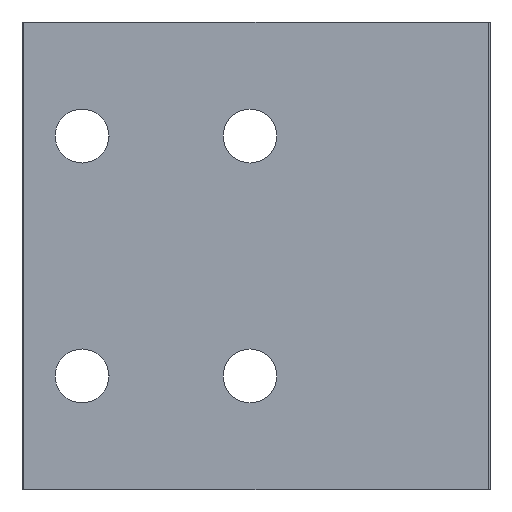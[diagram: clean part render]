
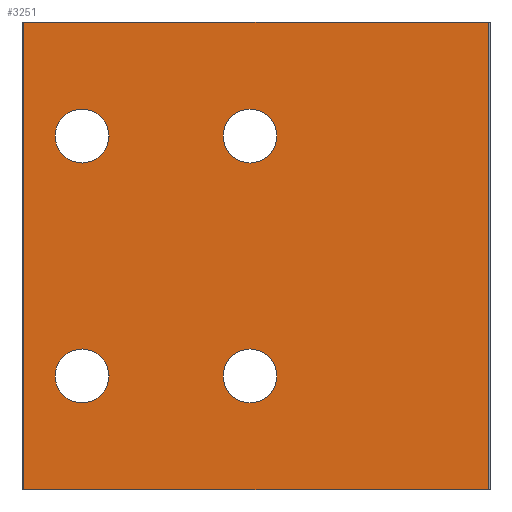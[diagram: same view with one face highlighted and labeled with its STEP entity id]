
A CAD part, front view. The second image highlights one B-rep face of the part: STEP entity #3251.
In plain terms, the highlighted planar face has unit normal (0, -1, 0).
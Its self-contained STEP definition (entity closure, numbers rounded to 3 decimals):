
#57 = EDGE_CURVE ( 'NONE', #2142, #3600, #3077, .T. ) ;
#116 = ORIENTED_EDGE ( 'NONE', *, *, #8626, .T. ) ;
#237 = CARTESIAN_POINT ( 'NONE',  ( 10403.692, 2863.331, -29. ) ) ;
#397 = DIRECTION ( 'NONE',  ( 0., 0., 1. ) ) ;
#621 = EDGE_CURVE ( 'NONE', #3004, #4463, #2011, .T. ) ;
#708 = VERTEX_POINT ( 'NONE', #2474 ) ;
#741 = FACE_OUTER_BOUND ( 'NONE', #4791, .T. ) ;
#813 = VERTEX_POINT ( 'NONE', #907 ) ;
#891 = EDGE_CURVE ( 'NONE', #6876, #813, #2019, .T. ) ;
#907 = CARTESIAN_POINT ( 'NONE',  ( 10441.392, 2863.331, -5.5 ) ) ;
#1172 = AXIS2_PLACEMENT_3D ( 'NONE', #3730, #4407, #3957 ) ;
#1237 = CARTESIAN_POINT ( 'NONE',  ( 10413.392, 2863.331, 30. ) ) ;
#1285 = ORIENTED_EDGE ( 'NONE', *, *, #621, .T. ) ;
#1516 = ORIENTED_EDGE ( 'NONE', *, *, #891, .T. ) ;
#1628 = VECTOR ( 'NONE', #2875, 1000. ) ;
#1644 = VERTEX_POINT ( 'NONE', #8073 ) ;
#1905 = DIRECTION ( 'NONE',  ( 0., 0., 1. ) ) ;
#2011 = CIRCLE ( 'NONE', #3609, 4.5 ) ;
#2019 = CIRCLE ( 'NONE', #1172, 4.5 ) ;
#2142 = VERTEX_POINT ( 'NONE', #7030 ) ;
#2147 = AXIS2_PLACEMENT_3D ( 'NONE', #1237, #5990, #1905 ) ;
#2328 = CIRCLE ( 'NONE', #2147, 4.5 ) ;
#2334 = DIRECTION ( 'NONE',  ( 0., 1., 0. ) ) ;
#2474 = CARTESIAN_POINT ( 'NONE',  ( 10481.092, 2863.331, -29. ) ) ;
#2525 = FACE_BOUND ( 'NONE', #5482, .T. ) ;
#2549 = PLANE ( 'NONE',  #2583 ) ;
#2583 = AXIS2_PLACEMENT_3D ( 'NONE', #7348, #3239, #8029 ) ;
#2679 = VECTOR ( 'NONE', #8402, 1000. ) ;
#2742 = FACE_BOUND ( 'NONE', #3520, .T. ) ;
#2813 = CARTESIAN_POINT ( 'NONE',  ( 10481.092, 2863.331, 49. ) ) ;
#2850 = CARTESIAN_POINT ( 'NONE',  ( 10481.092, 2863.331, 10. ) ) ;
#2875 = DIRECTION ( 'NONE',  ( 1., 0., 0. ) ) ;
#2909 = LINE ( 'NONE', #3631, #2679 ) ;
#2932 = EDGE_CURVE ( 'NONE', #7807, #3771, #5102, .T. ) ;
#3004 = VERTEX_POINT ( 'NONE', #7404 ) ;
#3077 = CIRCLE ( 'NONE', #3936, 4.5 ) ;
#3239 = DIRECTION ( 'NONE',  ( 0., 1., 0. ) ) ;
#3251 = ADVANCED_FACE ( 'NONE', ( #6172, #2525, #2742, #7777, #741 ), #2549, .F. ) ;
#3257 = EDGE_CURVE ( 'NONE', #3600, #2142, #2328, .T. ) ;
#3310 = ORIENTED_EDGE ( 'NONE', *, *, #6062, .T. ) ;
#3352 = CARTESIAN_POINT ( 'NONE',  ( 10413.392, 2863.331, -10. ) ) ;
#3520 = EDGE_LOOP ( 'NONE', ( #6209, #8437 ) ) ;
#3550 = AXIS2_PLACEMENT_3D ( 'NONE', #8543, #4446, #397 ) ;
#3600 = VERTEX_POINT ( 'NONE', #7159 ) ;
#3609 = AXIS2_PLACEMENT_3D ( 'NONE', #4860, #4758, #4546 ) ;
#3631 = CARTESIAN_POINT ( 'NONE',  ( 10403.692, 2863.331, 10. ) ) ;
#3647 = CIRCLE ( 'NONE', #4349, 4.5 ) ;
#3730 = CARTESIAN_POINT ( 'NONE',  ( 10441.392, 2863.331, -10. ) ) ;
#3771 = VERTEX_POINT ( 'NONE', #8537 ) ;
#3898 = DIRECTION ( 'NONE',  ( 0., 1., 0. ) ) ;
#3921 = CARTESIAN_POINT ( 'NONE',  ( 10441.392, 2863.331, -14.5 ) ) ;
#3936 = AXIS2_PLACEMENT_3D ( 'NONE', #7832, #4526, #6517 ) ;
#3957 = DIRECTION ( 'NONE',  ( 0., 0., 1. ) ) ;
#4025 = DIRECTION ( 'NONE',  ( 0., 0., 1. ) ) ;
#4349 = AXIS2_PLACEMENT_3D ( 'NONE', #3352, #8122, #4025 ) ;
#4407 = DIRECTION ( 'NONE',  ( 0., 1., 0. ) ) ;
#4446 = DIRECTION ( 'NONE',  ( 0., 1., 0. ) ) ;
#4463 = VERTEX_POINT ( 'NONE', #8558 ) ;
#4526 = DIRECTION ( 'NONE',  ( 0., 1., 0. ) ) ;
#4546 = DIRECTION ( 'NONE',  ( 0., 0., 1. ) ) ;
#4581 = AXIS2_PLACEMENT_3D ( 'NONE', #6427, #2334, #7119 ) ;
#4586 = CIRCLE ( 'NONE', #4581, 4.5 ) ;
#4758 = DIRECTION ( 'NONE',  ( 0., 1., 0. ) ) ;
#4791 = EDGE_LOOP ( 'NONE', ( #8111, #3310, #8340, #6184 ) ) ;
#4860 = CARTESIAN_POINT ( 'NONE',  ( 10441.392, 2863.331, 30. ) ) ;
#5102 = CIRCLE ( 'NONE', #6997, 4.5 ) ;
#5482 = EDGE_LOOP ( 'NONE', ( #1516, #5560 ) ) ;
#5556 = EDGE_CURVE ( 'NONE', #813, #6876, #6466, .T. ) ;
#5560 = ORIENTED_EDGE ( 'NONE', *, *, #5556, .T. ) ;
#5669 = ORIENTED_EDGE ( 'NONE', *, *, #57, .T. ) ;
#5820 = EDGE_LOOP ( 'NONE', ( #7069, #5669 ) ) ;
#5934 = VERTEX_POINT ( 'NONE', #2813 ) ;
#5990 = DIRECTION ( 'NONE',  ( 0., 1., 0. ) ) ;
#6059 = CARTESIAN_POINT ( 'NONE',  ( 10413.392, 2863.331, -5.5 ) ) ;
#6062 = EDGE_CURVE ( 'NONE', #8046, #708, #6659, .T. ) ;
#6172 = FACE_BOUND ( 'NONE', #6257, .T. ) ;
#6184 = ORIENTED_EDGE ( 'NONE', *, *, #8563, .F. ) ;
#6209 = ORIENTED_EDGE ( 'NONE', *, *, #7355, .T. ) ;
#6222 = VECTOR ( 'NONE', #6921, 1000. ) ;
#6257 = EDGE_LOOP ( 'NONE', ( #1285, #116 ) ) ;
#6427 = CARTESIAN_POINT ( 'NONE',  ( 10441.392, 2863.331, 30. ) ) ;
#6466 = CIRCLE ( 'NONE', #3550, 4.5 ) ;
#6517 = DIRECTION ( 'NONE',  ( 0., 0., 1. ) ) ;
#6659 = LINE ( 'NONE', #8483, #8251 ) ;
#6852 = LINE ( 'NONE', #8386, #1628 ) ;
#6876 = VERTEX_POINT ( 'NONE', #3921 ) ;
#6921 = DIRECTION ( 'NONE',  ( 0., 0., 1. ) ) ;
#6997 = AXIS2_PLACEMENT_3D ( 'NONE', #7998, #3898, #8666 ) ;
#7030 = CARTESIAN_POINT ( 'NONE',  ( 10413.392, 2863.331, 34.5 ) ) ;
#7069 = ORIENTED_EDGE ( 'NONE', *, *, #3257, .T. ) ;
#7119 = DIRECTION ( 'NONE',  ( 0., 0., 1. ) ) ;
#7159 = CARTESIAN_POINT ( 'NONE',  ( 10413.392, 2863.331, 25.5 ) ) ;
#7209 = EDGE_CURVE ( 'NONE', #1644, #8046, #2909, .T. ) ;
#7348 = CARTESIAN_POINT ( 'NONE',  ( 10481.392, 2863.331, 10. ) ) ;
#7355 = EDGE_CURVE ( 'NONE', #3771, #7807, #3647, .T. ) ;
#7404 = CARTESIAN_POINT ( 'NONE',  ( 10441.392, 2863.331, 25.5 ) ) ;
#7511 = EDGE_CURVE ( 'NONE', #708, #5934, #7819, .T. ) ;
#7777 = FACE_BOUND ( 'NONE', #5820, .T. ) ;
#7807 = VERTEX_POINT ( 'NONE', #6059 ) ;
#7819 = LINE ( 'NONE', #2850, #6222 ) ;
#7832 = CARTESIAN_POINT ( 'NONE',  ( 10413.392, 2863.331, 30. ) ) ;
#7998 = CARTESIAN_POINT ( 'NONE',  ( 10413.392, 2863.331, -10. ) ) ;
#8029 = DIRECTION ( 'NONE',  ( 0., 0., 1. ) ) ;
#8046 = VERTEX_POINT ( 'NONE', #237 ) ;
#8073 = CARTESIAN_POINT ( 'NONE',  ( 10403.692, 2863.331, 49. ) ) ;
#8111 = ORIENTED_EDGE ( 'NONE', *, *, #7209, .T. ) ;
#8122 = DIRECTION ( 'NONE',  ( 0., 1., 0. ) ) ;
#8251 = VECTOR ( 'NONE', #8505, 1000. ) ;
#8340 = ORIENTED_EDGE ( 'NONE', *, *, #7511, .T. ) ;
#8386 = CARTESIAN_POINT ( 'NONE',  ( 10481.392, 2863.331, 49. ) ) ;
#8402 = DIRECTION ( 'NONE',  ( 0., 0., -1. ) ) ;
#8437 = ORIENTED_EDGE ( 'NONE', *, *, #2932, .T. ) ;
#8483 = CARTESIAN_POINT ( 'NONE',  ( 10481.392, 2863.331, -29. ) ) ;
#8505 = DIRECTION ( 'NONE',  ( 1., 0., 0. ) ) ;
#8537 = CARTESIAN_POINT ( 'NONE',  ( 10413.392, 2863.331, -14.5 ) ) ;
#8543 = CARTESIAN_POINT ( 'NONE',  ( 10441.392, 2863.331, -10. ) ) ;
#8558 = CARTESIAN_POINT ( 'NONE',  ( 10441.392, 2863.331, 34.5 ) ) ;
#8563 = EDGE_CURVE ( 'NONE', #1644, #5934, #6852, .T. ) ;
#8626 = EDGE_CURVE ( 'NONE', #4463, #3004, #4586, .T. ) ;
#8666 = DIRECTION ( 'NONE',  ( 0., 0., 1. ) ) ;
